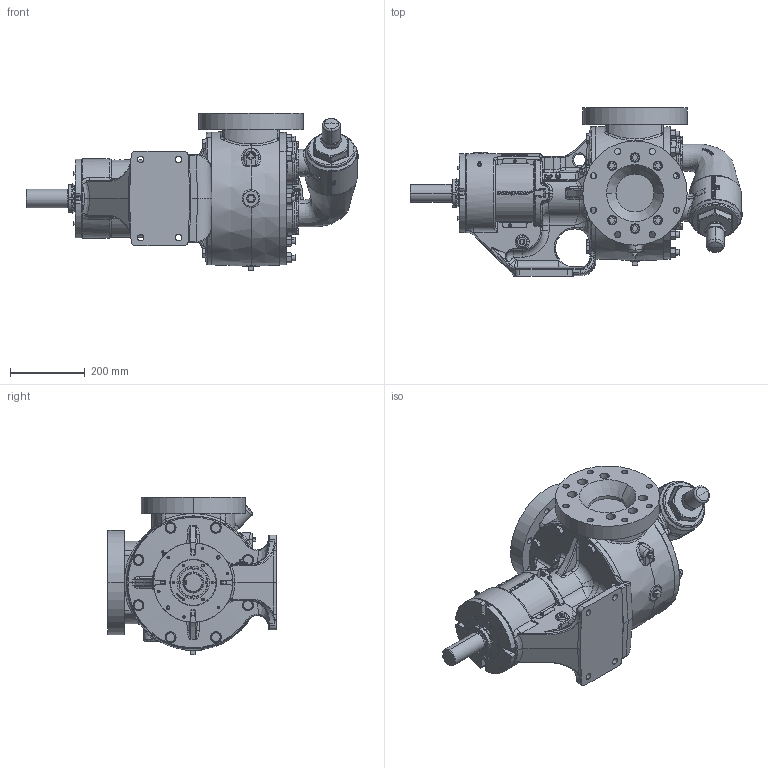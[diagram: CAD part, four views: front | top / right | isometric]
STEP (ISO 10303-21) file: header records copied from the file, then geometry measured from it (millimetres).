
FILE_DESCRIPTION (( 'STEP AP214' ), '1' );
FILE_NAME ('QV-2221.STEP', '2024-04-17T13:33:27', ( '' ), ( '' ), 'SwSTEP 2.0', 'SolidWorks 2022', '' );
FILE_SCHEMA (( 'AUTOMOTIVE_DESIGN' ));
Length unit declared in the file: inch
Products named in the file (1): QV-2221
Bounding box: 890.01 x 450.85 x 422.17 mm (x, y, z)
Volume: 40200749.2 mm3; surface area: 1655907.9 mm2
Topology: 1 solids, 13 shells, 4875 faces, 12449 edges, 7860 vertices
Faces by surface type: plane 1722, bspline 1595, cylinder 848, cone 522, torus 129, sphere 59
Entity records: 314076 total; most frequent: CARTESIAN_POINT 145474, ORIENTED_EDGE 24664, DIRECTION 17165, EDGE_CURVE 12332, VERTEX_POINT 7857, AXIS2_PLACEMENT_3D 5973, EDGE_LOOP 5343, LINE 5219
